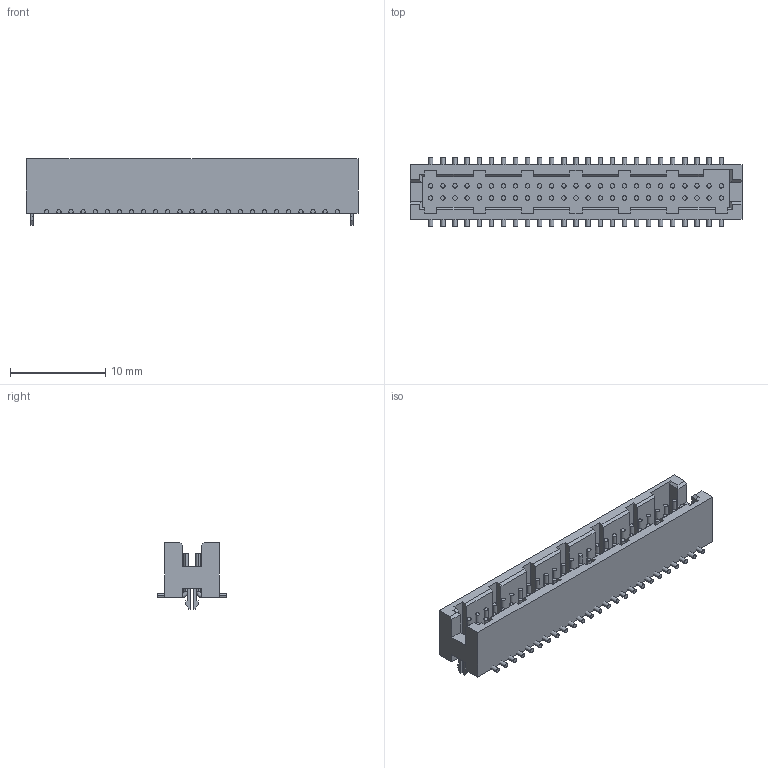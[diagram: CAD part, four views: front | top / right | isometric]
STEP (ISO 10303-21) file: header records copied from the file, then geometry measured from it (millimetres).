
FILE_DESCRIPTION((''),'2;1');
FILE_NAME('TYCO_5-104655-6.stp','2009-11-19T11:20:06',(''),(''),'Mechanical Desktop 2006','Mechanical Desktop 2006',', , ');
FILE_SCHEMA(('AUTOMOTIVE_DESIGN { 1 2 10303 214 0 1 1 1 }'));
Length unit declared in the file: millimetre
Products named in the file (1): Product
Bounding box: 34.85 x 7.24 x 7 mm (x, y, z)
Volume: 629 mm3; surface area: 1810 mm2
Topology: 107 solids, 107 shells, 751 faces, 1610 edges, 1079 vertices
Faces by surface type: plane 287, bspline 208, cylinder 204, torus 52
Entity records: 24160 total; most frequent: CARTESIAN_POINT 7649, DIRECTION 3628, ORIENTED_EDGE 3208, EDGE_CURVE 1604, AXIS2_PLACEMENT_3D 1474, VERTEX_POINT 1067, CIRCLE 930, EDGE_LOOP 751
